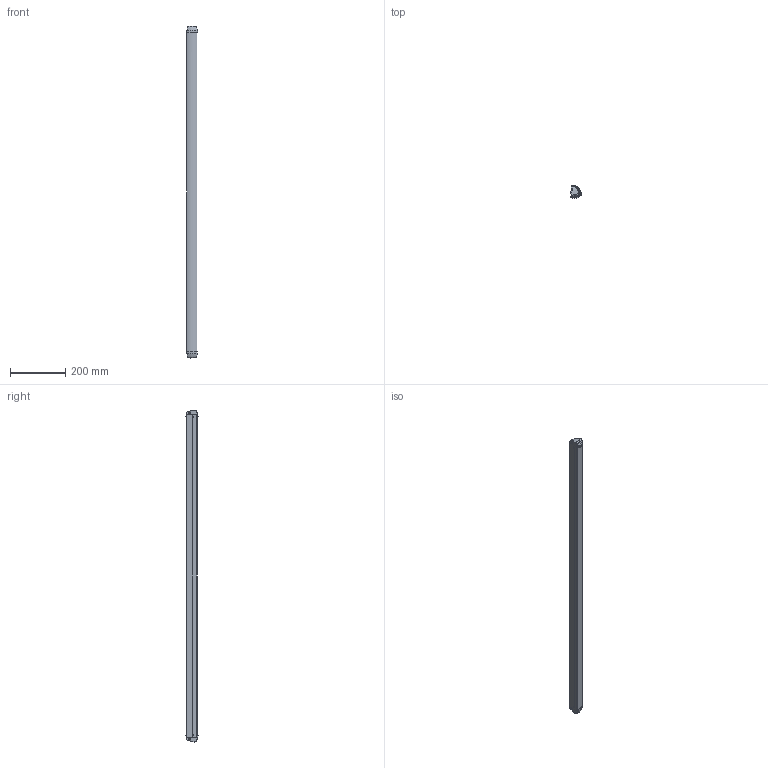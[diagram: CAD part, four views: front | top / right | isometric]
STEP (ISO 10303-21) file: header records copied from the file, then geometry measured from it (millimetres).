
FILE_DESCRIPTION((''),'2;1');
FILE_NAME('DB_CAD-8937_TOPSCAN_ASM','2024-03-26T12:12:56',('tiniedziel'),(''),'CREO PARAMETRIC BY PTC INC, 2022284','CREO PARAMETRIC BY PTC INC, 2022284','');
FILE_SCHEMA(('CONFIG_CONTROL_DESIGN','SHAPE_APPEARANCE_LAYERS_GROUPS'));
Length unit declared in the file: millimetre
Products named in the file (1): DB_CAD-8937_TOPSCAN_ASM
Bounding box: 40 x 43.78 x 1201.79 mm (x, y, z)
Volume: 1400256.3 mm3; surface area: 177297.2 mm2
Topology: 1 solids, 3 shells, 295 faces, 767 edges, 474 vertices
Faces by surface type: plane 90, bspline 74, cylinder 59, cone 32, torus 20, extrusion 12, sphere 8
Entity records: 15974 total; most frequent: CARTESIAN_POINT 7257, ORIENTED_EDGE 1526, DIRECTION 1166, EDGE_CURVE 763, VERTEX_POINT 474, AXIS2_PLACEMENT_3D 451, PRESENTATION_STYLE_ASSIGNMENT 307, STYLED_ITEM 307
